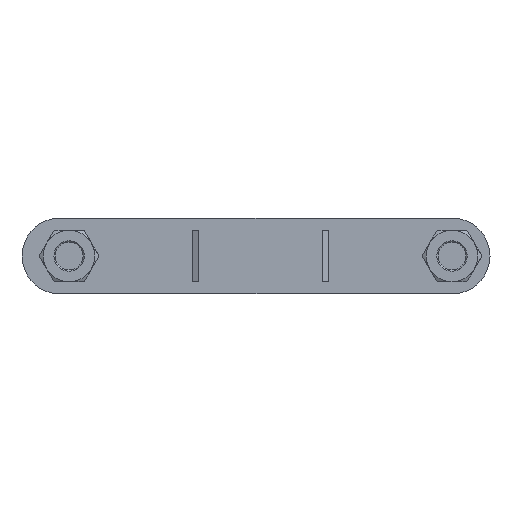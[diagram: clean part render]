
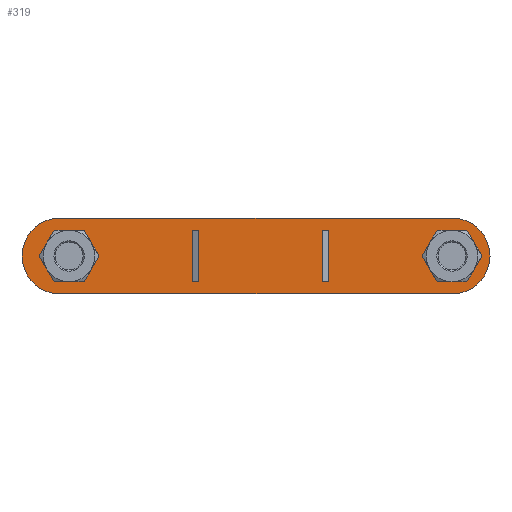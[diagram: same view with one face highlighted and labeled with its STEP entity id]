
A CAD part, front view. The second image highlights one B-rep face of the part: STEP entity #319.
In plain terms, the highlighted planar face has unit normal (0, -1, 0).
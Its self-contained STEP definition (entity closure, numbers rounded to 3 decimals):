
#319 = ADVANCED_FACE( '', ( #493, #494, #495, #496, #497 ), #498, .F. );
#493 = FACE_OUTER_BOUND( '', #1396, .T. );
#494 = FACE_BOUND( '', #1397, .T. );
#495 = FACE_BOUND( '', #1398, .T. );
#496 = FACE_BOUND( '', #1399, .T. );
#497 = FACE_BOUND( '', #1400, .T. );
#498 = PLANE( '', #1401 );
#1396 = EDGE_LOOP( '', ( #1894, #1895, #1896, #1897 ) );
#1397 = EDGE_LOOP( '', ( #1898, #1899, #1900, #1901 ) );
#1398 = EDGE_LOOP( '', ( #1902, #1903, #1904, #1905 ) );
#1399 = EDGE_LOOP( '', ( #1906 ) );
#1400 = EDGE_LOOP( '', ( #1907, #1908, #1909, #1910 ) );
#1401 = AXIS2_PLACEMENT_3D( '', #1911, #1912, #1913 );
#1894 = ORIENTED_EDGE( '', *, *, #2426, .F. );
#1895 = ORIENTED_EDGE( '', *, *, #2443, .F. );
#1896 = ORIENTED_EDGE( '', *, *, #2441, .F. );
#1897 = ORIENTED_EDGE( '', *, *, #2442, .F. );
#1898 = ORIENTED_EDGE( '', *, *, #2429, .F. );
#1899 = ORIENTED_EDGE( '', *, *, #2445, .T. );
#1900 = ORIENTED_EDGE( '', *, *, #2407, .T. );
#1901 = ORIENTED_EDGE( '', *, *, #2414, .F. );
#1902 = ORIENTED_EDGE( '', *, *, #2405, .F. );
#1903 = ORIENTED_EDGE( '', *, *, #2444, .F. );
#1904 = ORIENTED_EDGE( '', *, *, #2415, .T. );
#1905 = ORIENTED_EDGE( '', *, *, #2402, .T. );
#1906 = ORIENTED_EDGE( '', *, *, #2446, .T. );
#1907 = ORIENTED_EDGE( '', *, *, #2447, .F. );
#1908 = ORIENTED_EDGE( '', *, *, #2448, .F. );
#1909 = ORIENTED_EDGE( '', *, *, #2449, .F. );
#1910 = ORIENTED_EDGE( '', *, *, #2450, .F. );
#1911 = CARTESIAN_POINT( '', ( -66., 35.3, 0. ) );
#1912 = DIRECTION( '', ( 0., 1., 0. ) );
#1913 = DIRECTION( '', ( 1., 0., 0. ) );
#2402 = EDGE_CURVE( '', #2686, #2684, #2687, .F. );
#2405 = EDGE_CURVE( '', #2689, #2684, #2691, .T. );
#2407 = EDGE_CURVE( '', #2695, #2692, #2696, .T. );
#2414 = EDGE_CURVE( '', #2705, #2692, #2707, .F. );
#2415 = EDGE_CURVE( '', #2708, #2686, #2709, .T. );
#2426 = EDGE_CURVE( '', #2723, #2725, #2726, .T. );
#2429 = EDGE_CURVE( '', #2728, #2705, #2730, .T. );
#2441 = EDGE_CURVE( '', #2748, #2746, #2750, .T. );
#2442 = EDGE_CURVE( '', #2725, #2748, #2751, .F. );
#2443 = EDGE_CURVE( '', #2746, #2723, #2752, .F. );
#2444 = EDGE_CURVE( '', #2708, #2689, #2753, .T. );
#2445 = EDGE_CURVE( '', #2728, #2695, #2754, .T. );
#2446 = EDGE_CURVE( '', #2755, #2755, #2756, .T. );
#2447 = EDGE_CURVE( '', #2757, #2758, #2759, .F. );
#2448 = EDGE_CURVE( '', #2760, #2757, #2761, .T. );
#2449 = EDGE_CURVE( '', #2762, #2760, #2763, .F. );
#2450 = EDGE_CURVE( '', #2758, #2762, #2764, .T. );
#2684 = VERTEX_POINT( '', #3327 );
#2686 = VERTEX_POINT( '', #3330 );
#2687 = LINE( '', #3331, #3332 );
#2689 = VERTEX_POINT( '', #3335 );
#2691 = LINE( '', #3338, #3339 );
#2692 = VERTEX_POINT( '', #3340 );
#2695 = VERTEX_POINT( '', #3344 );
#2696 = LINE( '', #3345, #3346 );
#2705 = VERTEX_POINT( '', #3360 );
#2707 = LINE( '', #3363, #3364 );
#2708 = VERTEX_POINT( '', #3365 );
#2709 = LINE( '', #3366, #3367 );
#2723 = VERTEX_POINT( '', #3390 );
#2725 = VERTEX_POINT( '', #3393 );
#2726 = CIRCLE( '', #3394, 12.5 );
#2728 = VERTEX_POINT( '', #3397 );
#2730 = LINE( '', #3400, #3401 );
#2746 = VERTEX_POINT( '', #3426 );
#2748 = VERTEX_POINT( '', #3429 );
#2750 = CIRCLE( '', #3432, 12.5 );
#2751 = LINE( '', #3433, #3434 );
#2752 = LINE( '', #3435, #3436 );
#2753 = LINE( '', #3437, #3438 );
#2754 = LINE( '', #3439, #3440 );
#2755 = VERTEX_POINT( '', #3441 );
#2756 = CIRCLE( '', #3442, 5.4 );
#2757 = VERTEX_POINT( '', #3443 );
#2758 = VERTEX_POINT( '', #3444 );
#2759 = CIRCLE( '', #3445, 5. );
#2760 = VERTEX_POINT( '', #3446 );
#2761 = LINE( '', #3447, #3448 );
#2762 = VERTEX_POINT( '', #3449 );
#2763 = CIRCLE( '', #3450, 5. );
#2764 = LINE( '', #3451, #3452 );
#3327 = CARTESIAN_POINT( '', ( -20.3, 35.3, 8.5 ) );
#3330 = CARTESIAN_POINT( '', ( -22.3, 35.3, 8.5 ) );
#3331 = CARTESIAN_POINT( '', ( -66., 35.3, 8.5 ) );
#3332 = VECTOR( '', #3898, 1000. );
#3335 = CARTESIAN_POINT( '', ( -20.3, 35.3, -8.5 ) );
#3338 = CARTESIAN_POINT( '', ( -20.3, 35.3, -8.5 ) );
#3339 = VECTOR( '', #3901, 1000. );
#3340 = CARTESIAN_POINT( '', ( 20.3, 35.3, 8.5 ) );
#3344 = CARTESIAN_POINT( '', ( 20.3, 35.3, -8.5 ) );
#3345 = CARTESIAN_POINT( '', ( 20.3, 35.3, 0. ) );
#3346 = VECTOR( '', #3903, 1000. );
#3360 = CARTESIAN_POINT( '', ( 22.3, 35.3, 8.5 ) );
#3363 = CARTESIAN_POINT( '', ( 20.3, 35.3, 8.5 ) );
#3364 = VECTOR( '', #3910, 1000. );
#3365 = CARTESIAN_POINT( '', ( -22.3, 35.3, -8.5 ) );
#3366 = CARTESIAN_POINT( '', ( -22.3, 35.3, 0. ) );
#3367 = VECTOR( '', #3911, 1000. );
#3390 = CARTESIAN_POINT( '', ( -66., 35.3, -12.5 ) );
#3393 = CARTESIAN_POINT( '', ( -66., 35.3, 12.5 ) );
#3394 = AXIS2_PLACEMENT_3D( '', #3922, #3923, #3924 );
#3397 = CARTESIAN_POINT( '', ( 22.3, 35.3, -8.5 ) );
#3400 = CARTESIAN_POINT( '', ( 22.3, 35.3, -8.5 ) );
#3401 = VECTOR( '', #3927, 1000. );
#3426 = CARTESIAN_POINT( '', ( 63., 35.3, -12.5 ) );
#3429 = CARTESIAN_POINT( '', ( 63., 35.3, 12.5 ) );
#3432 = AXIS2_PLACEMENT_3D( '', #3939, #3940, #3941 );
#3433 = CARTESIAN_POINT( '', ( -66., 35.3, 12.5 ) );
#3434 = VECTOR( '', #3942, 1000. );
#3435 = CARTESIAN_POINT( '', ( 63., 35.3, -12.5 ) );
#3436 = VECTOR( '', #3943, 1000. );
#3437 = CARTESIAN_POINT( '', ( -20.3, 35.3, -8.5 ) );
#3438 = VECTOR( '', #3944, 1000. );
#3439 = CARTESIAN_POINT( '', ( -66., 35.3, -8.5 ) );
#3440 = VECTOR( '', #3945, 1000. );
#3441 = CARTESIAN_POINT( '', ( 63., 35.3, 5.4 ) );
#3442 = AXIS2_PLACEMENT_3D( '', #3946, #3947, #3948 );
#3443 = CARTESIAN_POINT( '', ( -66., 35.3, 5. ) );
#3444 = CARTESIAN_POINT( '', ( -66., 35.3, -5. ) );
#3445 = AXIS2_PLACEMENT_3D( '', #3949, #3950, #3951 );
#3446 = CARTESIAN_POINT( '', ( -62., 35.3, 5. ) );
#3447 = CARTESIAN_POINT( '', ( -62., 35.3, 5. ) );
#3448 = VECTOR( '', #3952, 1000. );
#3449 = CARTESIAN_POINT( '', ( -62., 35.3, -5. ) );
#3450 = AXIS2_PLACEMENT_3D( '', #3953, #3954, #3955 );
#3451 = CARTESIAN_POINT( '', ( -66., 35.3, -5. ) );
#3452 = VECTOR( '', #3956, 1000. );
#3898 = DIRECTION( '', ( -1., 0., 0. ) );
#3901 = DIRECTION( '', ( 0., 0., 1. ) );
#3903 = DIRECTION( '', ( 0., 0., 1. ) );
#3910 = DIRECTION( '', ( 1., 0., 0. ) );
#3911 = DIRECTION( '', ( 0., 0., 1. ) );
#3922 = CARTESIAN_POINT( '', ( -66., 35.3, 0. ) );
#3923 = DIRECTION( '', ( 0., 1., 0. ) );
#3924 = DIRECTION( '', ( 0., 0., 1. ) );
#3927 = DIRECTION( '', ( 0., 0., 1. ) );
#3939 = CARTESIAN_POINT( '', ( 63., 35.3, 0. ) );
#3940 = DIRECTION( '', ( 0., 1., 0. ) );
#3941 = DIRECTION( '', ( 0., 0., 1. ) );
#3942 = DIRECTION( '', ( -1., 0., 0. ) );
#3943 = DIRECTION( '', ( 1., 0., 0. ) );
#3944 = DIRECTION( '', ( 1., 0., 0. ) );
#3945 = DIRECTION( '', ( -1., 0., 0. ) );
#3946 = CARTESIAN_POINT( '', ( 63., 35.3, 0. ) );
#3947 = DIRECTION( '', ( 0., 1., 0. ) );
#3948 = DIRECTION( '', ( 0., 0., 1. ) );
#3949 = CARTESIAN_POINT( '', ( -66., 35.3, 0. ) );
#3950 = DIRECTION( '', ( 0., 1., 0. ) );
#3951 = DIRECTION( '', ( 0., 0., 1. ) );
#3952 = DIRECTION( '', ( -1., 0., 0. ) );
#3953 = CARTESIAN_POINT( '', ( -62., 35.3, 0. ) );
#3954 = DIRECTION( '', ( 0., 1., 0. ) );
#3955 = DIRECTION( '', ( 0., 0., 1. ) );
#3956 = DIRECTION( '', ( 1., 0., 0. ) );
